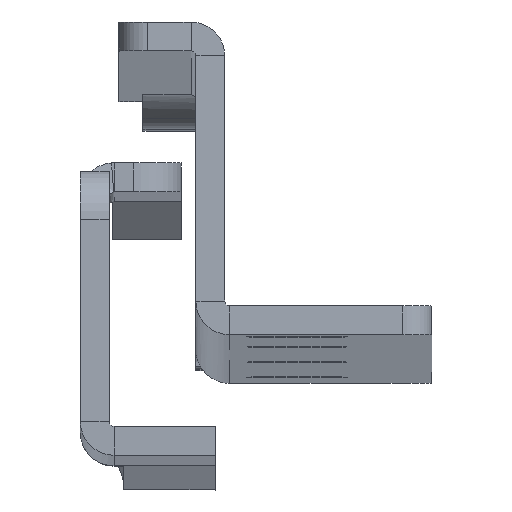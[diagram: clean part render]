
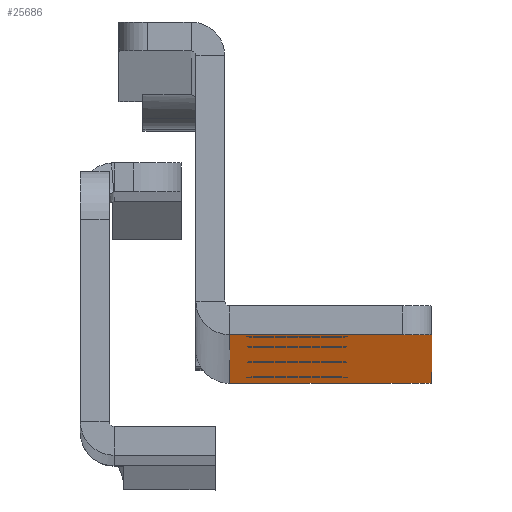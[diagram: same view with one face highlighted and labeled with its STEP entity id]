
A CAD part, top view. The second image highlights one B-rep face of the part: STEP entity #25686.
In plain terms, the highlighted face is planar.
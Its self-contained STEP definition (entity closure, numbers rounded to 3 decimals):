
#38 = DIRECTION ( 'NONE',  ( 0., 1., 0. ) ) ;
#177 = ORIENTED_EDGE ( 'NONE', *, *, #181, .T. ) ;
#181 = EDGE_CURVE ( 'NONE', #19011, #31857, #6424, .T. ) ;
#345 = VECTOR ( 'NONE', #27607, 1000. ) ;
#487 = CARTESIAN_POINT ( 'NONE',  ( 24.5, -9.5, 650. ) ) ;
#922 = CARTESIAN_POINT ( 'NONE',  ( 21.502, -9.5, 650. ) ) ;
#963 = CARTESIAN_POINT ( 'NONE',  ( 24.5, -9.5, 30. ) ) ;
#1319 = DIRECTION ( 'NONE',  ( -1., 0., 0. ) ) ;
#1513 = ORIENTED_EDGE ( 'NONE', *, *, #30645, .T. ) ;
#1640 = AXIS2_PLACEMENT_3D ( 'NONE', #487, #26773, #36443 ) ;
#1772 = DIRECTION ( 'NONE',  ( 0., 1., 0. ) ) ;
#1849 = ORIENTED_EDGE ( 'NONE', *, *, #39326, .T. ) ;
#2068 = ORIENTED_EDGE ( 'NONE', *, *, #21157, .T. ) ;
#2175 = CARTESIAN_POINT ( 'NONE',  ( 21.502, -9.5, 647. ) ) ;
#2657 = VERTEX_POINT ( 'NONE', #39247 ) ;
#2732 = CARTESIAN_POINT ( 'NONE',  ( 10.5, -9.5, 302. ) ) ;
#2990 = DIRECTION ( 'NONE',  ( 0., 0., 1. ) ) ;
#3137 = CIRCLE ( 'NONE', #27606, 5.25 ) ;
#3780 = FACE_BOUND ( 'NONE', #32195, .T. ) ;
#3981 = CARTESIAN_POINT ( 'NONE',  ( 10.5, -9.5, 494. ) ) ;
#4027 = CIRCLE ( 'NONE', #28499, 5. ) ;
#4499 = EDGE_CURVE ( 'NONE', #2657, #16979, #17648, .T. ) ;
#6047 = EDGE_LOOP ( 'NONE', ( #39110, #22790 ) ) ;
#6424 = CIRCLE ( 'NONE', #30840, 3. ) ;
#6532 = VERTEX_POINT ( 'NONE', #41966 ) ;
#6538 = VERTEX_POINT ( 'NONE', #31623 ) ;
#6598 = AXIS2_PLACEMENT_3D ( 'NONE', #39934, #38, #20227 ) ;
#6678 = EDGE_CURVE ( 'NONE', #8803, #21816, #20340, .T. ) ;
#6684 = DIRECTION ( 'NONE',  ( 0., 1., 0. ) ) ;
#6716 = DIRECTION ( 'NONE',  ( 0., 1., 0. ) ) ;
#6805 = VECTOR ( 'NONE', #28456, 1000. ) ;
#7505 = EDGE_LOOP ( 'NONE', ( #36575, #10199 ) ) ;
#8011 = CARTESIAN_POINT ( 'NONE',  ( 19.702, -9.5, 35. ) ) ;
#8803 = VERTEX_POINT ( 'NONE', #17850 ) ;
#8829 = DIRECTION ( 'NONE',  ( -1., 0., 0. ) ) ;
#9337 = EDGE_CURVE ( 'NONE', #24828, #31857, #24931, .T. ) ;
#9444 = CIRCLE ( 'NONE', #33889, 5.25 ) ;
#9751 = FACE_BOUND ( 'NONE', #7505, .T. ) ;
#10050 = CARTESIAN_POINT ( 'NONE',  ( 24.486, -9.5, 647.314 ) ) ;
#10185 = VERTEX_POINT ( 'NONE', #36186 ) ;
#10199 = ORIENTED_EDGE ( 'NONE', *, *, #25668, .T. ) ;
#10905 = EDGE_CURVE ( 'NONE', #24851, #6532, #37083, .T. ) ;
#10932 = EDGE_CURVE ( 'NONE', #21816, #8803, #3137, .T. ) ;
#11080 = DIRECTION ( 'NONE',  ( 1., 0., 0. ) ) ;
#11698 = CARTESIAN_POINT ( 'NONE',  ( 3.5, -9.5, 650. ) ) ;
#12038 = CARTESIAN_POINT ( 'NONE',  ( 24.5, -9.5, 650. ) ) ;
#12475 = DIRECTION ( 'NONE',  ( 0., 0., 1. ) ) ;
#12657 = AXIS2_PLACEMENT_3D ( 'NONE', #16520, #6684, #20007 ) ;
#13240 = CIRCLE ( 'NONE', #37734, 5.25 ) ;
#13435 = FACE_BOUND ( 'NONE', #6047, .T. ) ;
#14071 = EDGE_CURVE ( 'NONE', #15341, #17348, #36901, .T. ) ;
#14404 = VECTOR ( 'NONE', #11080, 1000. ) ;
#14440 = CARTESIAN_POINT ( 'NONE',  ( 10.5, -9.5, 110. ) ) ;
#14914 = CARTESIAN_POINT ( 'NONE',  ( 10.5, -9.5, 302. ) ) ;
#15198 = CARTESIAN_POINT ( 'NONE',  ( 24.5, -9.5, 647.182 ) ) ;
#15341 = VERTEX_POINT ( 'NONE', #25148 ) ;
#15428 = DIRECTION ( 'NONE',  ( 0., 0., 1. ) ) ;
#16520 = CARTESIAN_POINT ( 'NONE',  ( 10.5, -9.5, 494. ) ) ;
#16979 = VERTEX_POINT ( 'NONE', #32220 ) ;
#17147 = CARTESIAN_POINT ( 'NONE',  ( 24.5, -9.5, 650. ) ) ;
#17163 = FACE_OUTER_BOUND ( 'NONE', #29239, .T. ) ;
#17348 = VERTEX_POINT ( 'NONE', #27289 ) ;
#17648 = LINE ( 'NONE', #963, #14404 ) ;
#17850 = CARTESIAN_POINT ( 'NONE',  ( 15.75, -9.5, 494. ) ) ;
#19011 = VERTEX_POINT ( 'NONE', #10050 ) ;
#19031 = LINE ( 'NONE', #32367, #29379 ) ;
#19637 = ORIENTED_EDGE ( 'NONE', *, *, #14071, .T. ) ;
#19807 = VERTEX_POINT ( 'NONE', #32168 ) ;
#19850 = CIRCLE ( 'NONE', #6598, 5.25 ) ;
#20007 = DIRECTION ( 'NONE',  ( -1., 0., 0. ) ) ;
#20227 = DIRECTION ( 'NONE',  ( -1., 0., 0. ) ) ;
#20324 = AXIS2_PLACEMENT_3D ( 'NONE', #31096, #6716, #1319 ) ;
#20340 = CIRCLE ( 'NONE', #12657, 5.25 ) ;
#20887 = EDGE_CURVE ( 'NONE', #2657, #24828, #19031, .T. ) ;
#21157 = EDGE_CURVE ( 'NONE', #10185, #19807, #29412, .T. ) ;
#21672 = DIRECTION ( 'NONE',  ( 1., 0., 0. ) ) ;
#21816 = VERTEX_POINT ( 'NONE', #35615 ) ;
#22563 = DIRECTION ( 'NONE',  ( 0., -1., 0. ) ) ;
#22790 = ORIENTED_EDGE ( 'NONE', *, *, #10932, .T. ) ;
#23519 = FACE_BOUND ( 'NONE', #36757, .T. ) ;
#23719 = EDGE_CURVE ( 'NONE', #6538, #31919, #30137, .T. ) ;
#23954 = ORIENTED_EDGE ( 'NONE', *, *, #20887, .F. ) ;
#24731 = CARTESIAN_POINT ( 'NONE',  ( 24.486, -9.5, 647.314 ) ) ;
#24828 = VERTEX_POINT ( 'NONE', #11698 ) ;
#24851 = VERTEX_POINT ( 'NONE', #15198 ) ;
#24931 = LINE ( 'NONE', #12038, #27507 ) ;
#25118 = ORIENTED_EDGE ( 'NONE', *, *, #9337, .F. ) ;
#25148 = CARTESIAN_POINT ( 'NONE',  ( 15.75, -9.5, 302. ) ) ;
#25668 = EDGE_CURVE ( 'NONE', #31919, #6538, #19850, .T. ) ;
#25686 = ADVANCED_FACE ( 'NONE', ( #9751, #13435, #23519, #3780, #17163 ), #37305, .F. ) ;
#25877 = CARTESIAN_POINT ( 'NONE',  ( 10.5, -9.5, 622. ) ) ;
#26773 = DIRECTION ( 'NONE',  ( 0., 1., 0. ) ) ;
#27178 = DIRECTION ( 'NONE',  ( 0., 1., 0. ) ) ;
#27289 = CARTESIAN_POINT ( 'NONE',  ( 5.25, -9.5, 302. ) ) ;
#27507 = VECTOR ( 'NONE', #21672, 1000. ) ;
#27606 = AXIS2_PLACEMENT_3D ( 'NONE', #3981, #27178, #40993 ) ;
#27607 = DIRECTION ( 'NONE',  ( 0., 0., -1. ) ) ;
#28035 = AXIS2_PLACEMENT_3D ( 'NONE', #25877, #32896, #42369 ) ;
#28456 = DIRECTION ( 'NONE',  ( -0.105, 0., 0.995 ) ) ;
#28499 = AXIS2_PLACEMENT_3D ( 'NONE', #8011, #42177, #15428 ) ;
#29239 = EDGE_LOOP ( 'NONE', ( #23954, #35388, #42403, #36672, #1849, #177, #25118 ) ) ;
#29379 = VECTOR ( 'NONE', #2990, 1000. ) ;
#29412 = CIRCLE ( 'NONE', #20324, 5.25 ) ;
#30137 = CIRCLE ( 'NONE', #28035, 5.25 ) ;
#30645 = EDGE_CURVE ( 'NONE', #19807, #10185, #13240, .T. ) ;
#30840 = AXIS2_PLACEMENT_3D ( 'NONE', #2175, #22563, #12475 ) ;
#31096 = CARTESIAN_POINT ( 'NONE',  ( 10.5, -9.5, 110. ) ) ;
#31623 = CARTESIAN_POINT ( 'NONE',  ( 15.75, -9.5, 622. ) ) ;
#31857 = VERTEX_POINT ( 'NONE', #922 ) ;
#31919 = VERTEX_POINT ( 'NONE', #41023 ) ;
#32168 = CARTESIAN_POINT ( 'NONE',  ( 5.25, -9.5, 110. ) ) ;
#32195 = EDGE_LOOP ( 'NONE', ( #2068, #1513 ) ) ;
#32220 = CARTESIAN_POINT ( 'NONE',  ( 19.702, -9.5, 30. ) ) ;
#32327 = DIRECTION ( 'NONE',  ( 0., 1., 0. ) ) ;
#32367 = CARTESIAN_POINT ( 'NONE',  ( 3.5, -9.5, 650. ) ) ;
#32629 = ORIENTED_EDGE ( 'NONE', *, *, #36965, .T. ) ;
#32896 = DIRECTION ( 'NONE',  ( 0., 1., 0. ) ) ;
#33889 = AXIS2_PLACEMENT_3D ( 'NONE', #14914, #1772, #8829 ) ;
#35388 = ORIENTED_EDGE ( 'NONE', *, *, #4499, .T. ) ;
#35478 = AXIS2_PLACEMENT_3D ( 'NONE', #2732, #32327, #35828 ) ;
#35615 = CARTESIAN_POINT ( 'NONE',  ( 5.25, -9.5, 494. ) ) ;
#35828 = DIRECTION ( 'NONE',  ( -1., 0., 0. ) ) ;
#36186 = CARTESIAN_POINT ( 'NONE',  ( 15.75, -9.5, 110. ) ) ;
#36443 = DIRECTION ( 'NONE',  ( 0., 0., -1. ) ) ;
#36575 = ORIENTED_EDGE ( 'NONE', *, *, #23719, .T. ) ;
#36672 = ORIENTED_EDGE ( 'NONE', *, *, #10905, .F. ) ;
#36757 = EDGE_LOOP ( 'NONE', ( #19637, #32629 ) ) ;
#36901 = CIRCLE ( 'NONE', #35478, 5.25 ) ;
#36965 = EDGE_CURVE ( 'NONE', #17348, #15341, #9444, .T. ) ;
#37044 = DIRECTION ( 'NONE',  ( -1., 0., 0. ) ) ;
#37083 = LINE ( 'NONE', #17147, #345 ) ;
#37305 = PLANE ( 'NONE',  #1640 ) ;
#37734 = AXIS2_PLACEMENT_3D ( 'NONE', #14440, #40520, #37044 ) ;
#38556 = LINE ( 'NONE', #24731, #6805 ) ;
#39110 = ORIENTED_EDGE ( 'NONE', *, *, #6678, .T. ) ;
#39247 = CARTESIAN_POINT ( 'NONE',  ( 3.5, -9.5, 30. ) ) ;
#39326 = EDGE_CURVE ( 'NONE', #24851, #19011, #38556, .T. ) ;
#39934 = CARTESIAN_POINT ( 'NONE',  ( 10.5, -9.5, 622. ) ) ;
#40520 = DIRECTION ( 'NONE',  ( 0., 1., 0. ) ) ;
#40993 = DIRECTION ( 'NONE',  ( -1., 0., 0. ) ) ;
#41023 = CARTESIAN_POINT ( 'NONE',  ( 5.25, -9.5, 622. ) ) ;
#41966 = CARTESIAN_POINT ( 'NONE',  ( 24.5, -9.5, 33.594 ) ) ;
#42071 = EDGE_CURVE ( 'NONE', #16979, #6532, #4027, .T. ) ;
#42177 = DIRECTION ( 'NONE',  ( 0., -1., 0. ) ) ;
#42369 = DIRECTION ( 'NONE',  ( -1., 0., 0. ) ) ;
#42403 = ORIENTED_EDGE ( 'NONE', *, *, #42071, .T. ) ;
